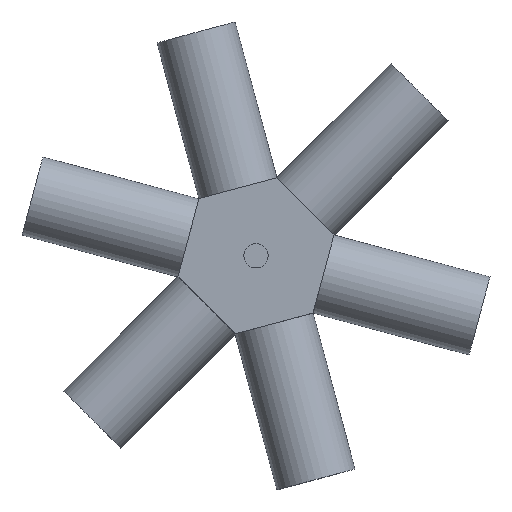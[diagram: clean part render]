
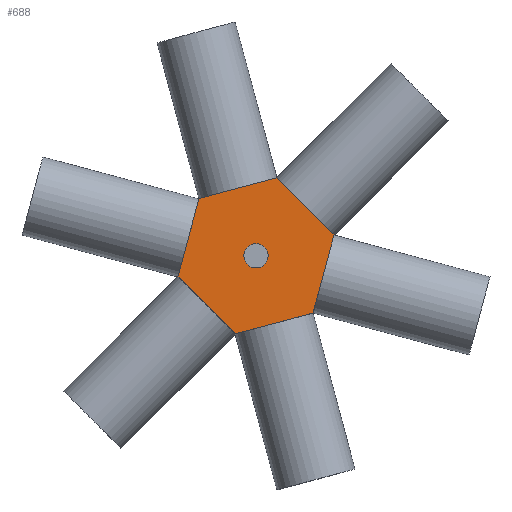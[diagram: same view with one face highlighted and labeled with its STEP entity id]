
A CAD part, top view. The second image highlights one B-rep face of the part: STEP entity #688.
In plain terms, the highlighted planar face has unit normal (0, 0, 1).
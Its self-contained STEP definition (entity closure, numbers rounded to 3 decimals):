
#28=FACE_BOUND('',#151,.T.);
#55=PLANE('',#781);
#96=FACE_OUTER_BOUND('',#150,.T.);
#150=EDGE_LOOP('',(#623,#624,#625,#626,#627,#628));
#151=EDGE_LOOP('',(#629));
#177=LINE('',#1103,#232);
#183=LINE('',#1118,#238);
#188=LINE('',#1131,#243);
#193=LINE('',#1144,#248);
#198=LINE('',#1157,#253);
#206=LINE('',#1184,#261);
#232=VECTOR('',#893,10.);
#238=VECTOR('',#909,10.);
#243=VECTOR('',#924,10.);
#248=VECTOR('',#939,10.);
#253=VECTOR('',#954,10.);
#261=VECTOR('',#990,10.);
#283=CIRCLE('',#740,0.75);
#333=VERTEX_POINT('',#1088);
#337=VERTEX_POINT('',#1100);
#338=VERTEX_POINT('',#1102);
#342=VERTEX_POINT('',#1117);
#345=VERTEX_POINT('',#1130);
#348=VERTEX_POINT('',#1143);
#351=VERTEX_POINT('',#1156);
#398=EDGE_CURVE('',#333,#333,#283,.T.);
#405=EDGE_CURVE('',#338,#337,#177,.T.);
#413=EDGE_CURVE('',#342,#338,#183,.T.);
#420=EDGE_CURVE('',#345,#342,#188,.T.);
#427=EDGE_CURVE('',#348,#345,#193,.T.);
#434=EDGE_CURVE('',#351,#348,#198,.T.);
#448=EDGE_CURVE('',#337,#351,#206,.T.);
#623=ORIENTED_EDGE('',*,*,#405,.T.);
#624=ORIENTED_EDGE('',*,*,#448,.T.);
#625=ORIENTED_EDGE('',*,*,#434,.T.);
#626=ORIENTED_EDGE('',*,*,#427,.T.);
#627=ORIENTED_EDGE('',*,*,#420,.T.);
#628=ORIENTED_EDGE('',*,*,#413,.T.);
#629=ORIENTED_EDGE('',*,*,#398,.T.);
#688=ADVANCED_FACE('',(#96,#28),#55,.T.);
#740=AXIS2_PLACEMENT_3D('',#1089,#878,#879);
#781=AXIS2_PLACEMENT_3D('',#1187,#994,#995);
#878=DIRECTION('center_axis',(0.,0.,-1.));
#879=DIRECTION('ref_axis',(-1.,0.,0.));
#893=DIRECTION('',(0.966,0.259,0.));
#909=DIRECTION('',(0.707,-0.707,0.));
#924=DIRECTION('',(-0.259,-0.966,0.));
#939=DIRECTION('',(-0.966,-0.259,0.));
#954=DIRECTION('',(-0.707,0.707,0.));
#990=DIRECTION('',(0.259,0.966,0.));
#994=DIRECTION('center_axis',(0.,0.,1.));
#995=DIRECTION('ref_axis',(1.,0.,0.));
#1088=CARTESIAN_POINT('',(0.75,0.,10.));
#1089=CARTESIAN_POINT('Origin',(0.,0.,10.));
#1100=CARTESIAN_POINT('',(3.536,-3.536,10.));
#1102=CARTESIAN_POINT('',(-1.294,-4.83,10.));
#1103=CARTESIAN_POINT('',(-1.294,-4.83,10.));
#1117=CARTESIAN_POINT('',(-4.83,-1.294,10.));
#1118=CARTESIAN_POINT('',(-4.83,-1.294,10.));
#1130=CARTESIAN_POINT('',(-3.536,3.536,10.));
#1131=CARTESIAN_POINT('',(-3.536,3.536,10.));
#1143=CARTESIAN_POINT('',(1.294,4.83,10.));
#1144=CARTESIAN_POINT('',(1.294,4.83,10.));
#1156=CARTESIAN_POINT('',(4.83,1.294,10.));
#1157=CARTESIAN_POINT('',(4.83,1.294,10.));
#1184=CARTESIAN_POINT('',(3.536,-3.536,10.));
#1187=CARTESIAN_POINT('Origin',(0.,0.,10.));
